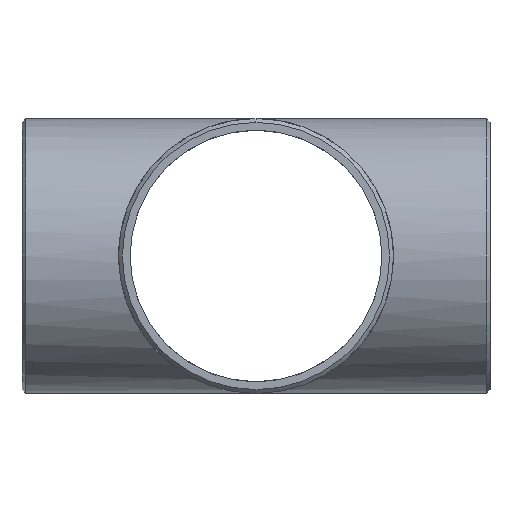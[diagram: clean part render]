
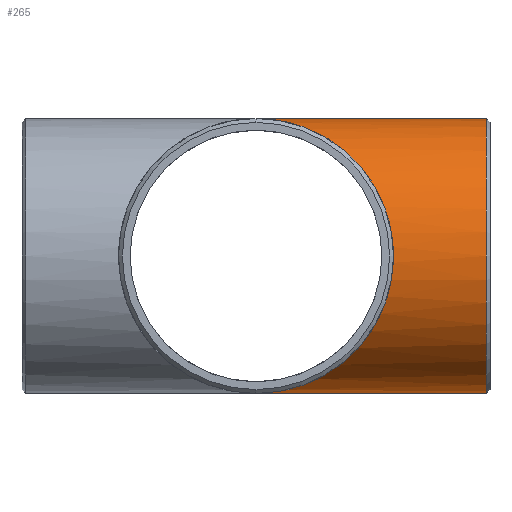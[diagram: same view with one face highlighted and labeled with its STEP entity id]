
A CAD part, left-side view. The second image highlights one B-rep face of the part: STEP entity #265.
In plain terms, the highlighted cylindrical face has radius 84 mm (diameter 168 mm), a partial arc.
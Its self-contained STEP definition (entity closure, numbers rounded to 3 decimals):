
#12 = DIRECTION ( 'NONE',  ( 0., 1., 0. ) ) ;
#54 = VERTEX_POINT ( 'NONE', #743 ) ;
#65 = CARTESIAN_POINT ( 'NONE',  ( -168., -168., 84. ) ) ;
#82 = CARTESIAN_POINT ( 'NONE',  ( 0., -143., 84. ) ) ;
#100 = ORIENTED_EDGE ( 'NONE', *, *, #568, .T. ) ;
#104 = ORIENTED_EDGE ( 'NONE', *, *, #755, .F. ) ;
#108 = FACE_OUTER_BOUND ( 'NONE', #476, .T. ) ;
#111 = DIRECTION ( 'NONE',  ( 0., 1., 0. ) ) ;
#125 = DIRECTION ( 'NONE',  ( 0., 1., 0. ) ) ;
#190 = AXIS2_PLACEMENT_3D ( 'NONE', #381, #12, #259 ) ;
#202 = VERTEX_POINT ( 'NONE', #783 ) ;
#259 = DIRECTION ( 'NONE',  ( 0., 0., -1. ) ) ;
#265 = ADVANCED_FACE ( 'NONE', ( #108 ), #342, .T. ) ;
#291 = AXIS2_PLACEMENT_3D ( 'NONE', #640, #111, #650 ) ;
#330 = ORIENTED_EDGE ( 'NONE', *, *, #603, .T. ) ;
#342 = CYLINDRICAL_SURFACE ( 'NONE', #291, 84. ) ;
#357 = VERTEX_POINT ( 'NONE', #664 ) ;
#358 = CARTESIAN_POINT ( 'NONE',  ( 0., -143., -84. ) ) ;
#362 = EDGE_CURVE ( 'NONE', #54, #480, #593, .T. ) ;
#381 = CARTESIAN_POINT ( 'NONE',  ( 0., -140.63, 0. ) ) ;
#395 = ORIENTED_EDGE ( 'NONE', *, *, #362, .F. ) ;
#459 = VECTOR ( 'NONE', #125, 1000. ) ;
#469 = VECTOR ( 'NONE', #751, 1000. ) ;
#474 = CARTESIAN_POINT ( 'NONE',  ( -168., -168., -84. ) ) ;
#476 = EDGE_LOOP ( 'NONE', ( #100, #330, #104, #395 ) ) ;
#480 = VERTEX_POINT ( 'NONE', #793 ) ;
#495 = LINE ( 'NONE', #82, #469 ) ;
#568 = EDGE_CURVE ( 'NONE', #54, #202, #675, .T. ) ;
#593 = LINE ( 'NONE', #358, #459 ) ;
#603 = EDGE_CURVE ( 'NONE', #202, #357, #495, .T. ) ;
#640 = CARTESIAN_POINT ( 'NONE',  ( 0., -143., 0. ) ) ;
#650 = DIRECTION ( 'NONE',  ( 0., 0., -1. ) ) ;
#659 =( BOUNDED_CURVE ( )  B_SPLINE_CURVE ( 3, ( #732, #474, #65, #719 ),
 .UNSPECIFIED., .F., .T. ) 
 B_SPLINE_CURVE_WITH_KNOTS ( ( 4, 4 ),
 ( 4.712, 7.854 ),
 .UNSPECIFIED. ) 
 CURVE ( )  GEOMETRIC_REPRESENTATION_ITEM ( )  RATIONAL_B_SPLINE_CURVE ( ( 1., 0.333, 0.333, 1. ) ) 
 REPRESENTATION_ITEM ( '' )  );
#664 = CARTESIAN_POINT ( 'NONE',  ( 0., 0., 84. ) ) ;
#675 = CIRCLE ( 'NONE', #190, 84. ) ;
#719 = CARTESIAN_POINT ( 'NONE',  ( 0., 0., 84. ) ) ;
#732 = CARTESIAN_POINT ( 'NONE',  ( 0., 0., -84. ) ) ;
#743 = CARTESIAN_POINT ( 'NONE',  ( 0., -140.63, -84. ) ) ;
#751 = DIRECTION ( 'NONE',  ( 0., 1., 0. ) ) ;
#755 = EDGE_CURVE ( 'NONE', #480, #357, #659, .T. ) ;
#783 = CARTESIAN_POINT ( 'NONE',  ( 0., -140.63, 84. ) ) ;
#793 = CARTESIAN_POINT ( 'NONE',  ( 0., 0., -84. ) ) ;
